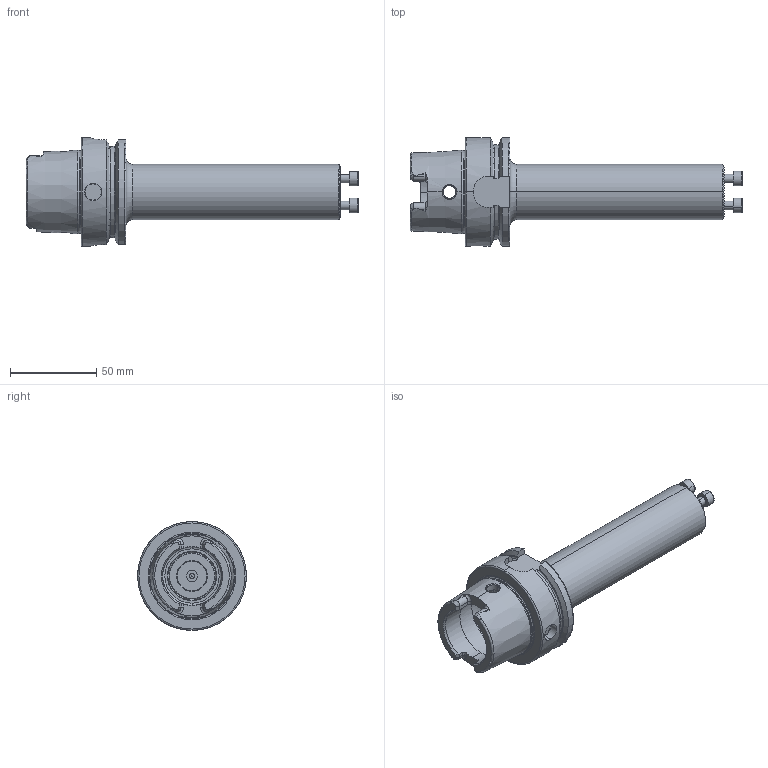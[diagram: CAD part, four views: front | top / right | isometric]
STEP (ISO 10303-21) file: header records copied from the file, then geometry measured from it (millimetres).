
FILE_DESCRIPTION (( 'STEP AP214' ), '1' );
FILE_NAME ('HA6.WK2.032.185.STEP', '2020-09-16T12:52:54', ( '' ), ( '' ), 'SwSTEP 2.0', 'SolidWorks 2017', '' );
FILE_SCHEMA (( 'AUTOMOTIVE_DESIGN' ));
Length unit declared in the file: millimetre
Products named in the file (7): WK1-ER1.016.112_A_Fertigbearbeitung; WK1-ER1.016.002_A_Fertigbearbeitung; WK1-ER1.028.015_A_Fertigbearbeitung; DIN 3771 - 6x1; ISO 4762 - M5 x 14; HA6-WK2.032.185_A; HA6.WK2.032.185
Assembly tree (8 placements, depth 2):
  HA6.WK2.032.185
    HA6-WK2.032.185_A
    ISO 4762 - M5 x 14  x3
    DIN 3771 - 6x1
    WK1-ER1.016.002_A_Fertigbearbeitung
    WK1-ER1.028.015_A_Fertigbearbeitung
    WK1-ER1.016.112_A_Fertigbearbeitung
Bounding box: 192.3 x 63 x 63 mm (x, y, z)
Volume: 179924.8 mm3; surface area: 54477.4 mm2
Topology: 8 solids, 8 shells, 498 faces, 1314 edges, 825 vertices
Faces by surface type: plane 236, cylinder 125, cone 74, torus 51, bspline 12
Entity records: 16702 total; most frequent: CARTESIAN_POINT 5640, ORIENTED_EDGE 2372, DIRECTION 2012, EDGE_CURVE 1186, AXIS2_PLACEMENT_3D 795, VERTEX_POINT 759, EDGE_LOOP 461, ADVANCED_FACE 444
